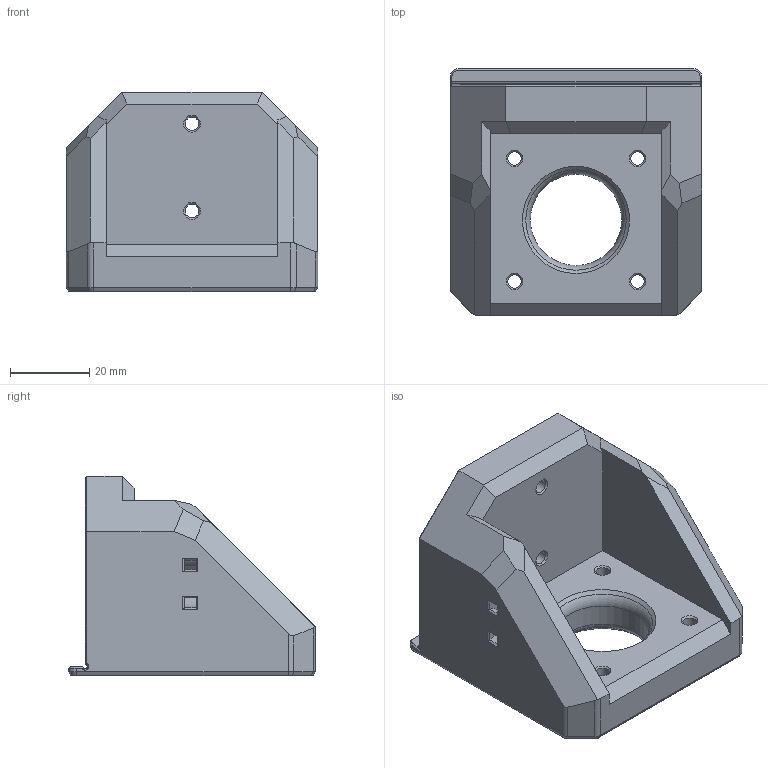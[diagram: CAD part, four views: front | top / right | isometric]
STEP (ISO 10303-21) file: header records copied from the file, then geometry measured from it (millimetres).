
FILE_DESCRIPTION(/* description */ (''),/* implementation_level */ '2;1');
FILE_NAME(/* name */ 'y_motor_bracket.step',/* time_stamp */ '2025-07-28T12:40:22+02:00',/* author */ (''),/* organization */ (''),/* preprocessor_version */ 'ST-DEVELOPER v20.1',/* originating_system */ 'Autodesk Translation Framework v14.10.0.0',/* authorisation */ '');
FILE_SCHEMA (('AUTOMOTIVE_DESIGN { 1 0 10303 214 3 1 1 }'));
Length unit declared in the file: millimetre
Products named in the file (1): y_motor_bracket
Bounding box: 63.3 x 62.2 x 50.35 mm (x, y, z)
Volume: 81192.6 mm3; surface area: 19712.9 mm2
Topology: 1 solids, 1 shells, 216 faces, 541 edges, 335 vertices
Faces by surface type: plane 150, cylinder 34, cone 30, torus 2
Full cylindrical faces by diameter (mm): 3.4 x4, 6 x4, 23 x1
Entity records: 6426 total; most frequent: CARTESIAN_POINT 1144, ORIENTED_EDGE 1082, DIRECTION 1082, EDGE_CURVE 541, LINE 400, VECTOR 400, AXIS2_PLACEMENT_3D 341, VERTEX_POINT 335
